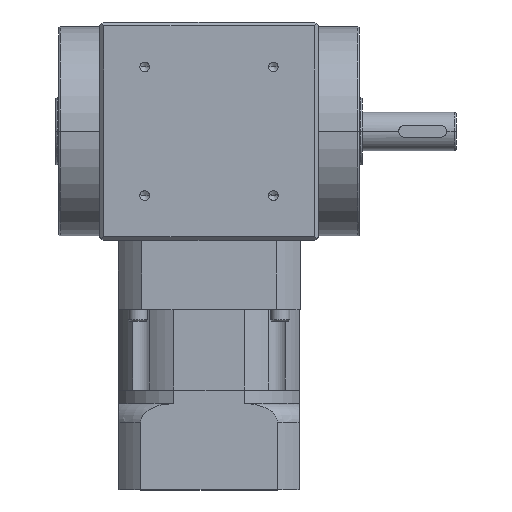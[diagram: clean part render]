
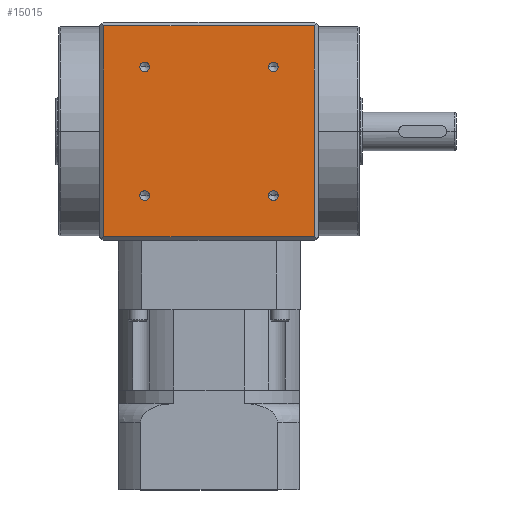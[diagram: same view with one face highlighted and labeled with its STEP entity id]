
A CAD part, top view. The second image highlights one B-rep face of the part: STEP entity #15015.
In plain terms, the highlighted planar face has unit normal (0, 0, 1).
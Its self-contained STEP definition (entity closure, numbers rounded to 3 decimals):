
#409 = EDGE_CURVE ( 'NONE', #2550, #8897, #452, .T. ) ;
#452 = CIRCLE ( 'NONE', #13368, 2.5 ) ;
#656 = CIRCLE ( 'NONE', #16897, 2.5 ) ;
#738 = ORIENTED_EDGE ( 'NONE', *, *, #19984, .F. ) ;
#861 = CARTESIAN_POINT ( 'NONE',  ( -54.844, 138.1, 57. ) ) ;
#903 = CIRCLE ( 'NONE', #10941, 2.5 ) ;
#926 = CARTESIAN_POINT ( 'NONE',  ( -33.588, 157.012, 57. ) ) ;
#958 = VERTEX_POINT ( 'NONE', #926 ) ;
#1060 = CARTESIAN_POINT ( 'NONE',  ( -33.588, 224.188, 57. ) ) ;
#1122 = CARTESIAN_POINT ( 'NONE',  ( -33.588, 159.512, 57. ) ) ;
#1239 = CARTESIAN_POINT ( 'NONE',  ( -54.844, 248.1, 57. ) ) ;
#1601 = DIRECTION ( 'NONE',  ( 0., 0., 1. ) ) ;
#1746 = CARTESIAN_POINT ( 'NONE',  ( 33.588, 226.688, 57. ) ) ;
#2116 = VERTEX_POINT ( 'NONE', #1239 ) ;
#2550 = VERTEX_POINT ( 'NONE', #7331 ) ;
#2610 = ORIENTED_EDGE ( 'NONE', *, *, #6165, .F. ) ;
#2684 = DIRECTION ( 'NONE',  ( 0., -1., 0. ) ) ;
#2873 = CARTESIAN_POINT ( 'NONE',  ( -33.588, 159.512, 57. ) ) ;
#2988 = DIRECTION ( 'NONE',  ( 0., 0., -1. ) ) ;
#3065 = CARTESIAN_POINT ( 'NONE',  ( 54.844, 0., 57. ) ) ;
#3136 = ORIENTED_EDGE ( 'NONE', *, *, #14964, .F. ) ;
#3199 = CIRCLE ( 'NONE', #6105, 2.5 ) ;
#3303 = FACE_OUTER_BOUND ( 'NONE', #14211, .T. ) ;
#3315 = DIRECTION ( 'NONE',  ( 0., -1., 0. ) ) ;
#4108 = DIRECTION ( 'NONE',  ( 0., 0., 1. ) ) ;
#4114 = AXIS2_PLACEMENT_3D ( 'NONE', #12385, #2988, #13942 ) ;
#4340 = DIRECTION ( 'NONE',  ( 0., 0., 1. ) ) ;
#4371 = ORIENTED_EDGE ( 'NONE', *, *, #10747, .F. ) ;
#4396 = VERTEX_POINT ( 'NONE', #861 ) ;
#4442 = DIRECTION ( 'NONE',  ( 0., -1., 0. ) ) ;
#4493 = DIRECTION ( 'NONE',  ( 0., 1., 0. ) ) ;
#4510 = DIRECTION ( 'NONE',  ( 0., 0., 1. ) ) ;
#4627 = DIRECTION ( 'NONE',  ( 0., -1., 0. ) ) ;
#4712 = ORIENTED_EDGE ( 'NONE', *, *, #9214, .F. ) ;
#4837 = CARTESIAN_POINT ( 'NONE',  ( -60., 248.1, 57. ) ) ;
#5623 = DIRECTION ( 'NONE',  ( 0., -1., 0. ) ) ;
#5668 = VECTOR ( 'NONE', #14622, 1000. ) ;
#5945 = EDGE_CURVE ( 'NONE', #16156, #18218, #12298, .T. ) ;
#6082 = CARTESIAN_POINT ( 'NONE',  ( -33.588, 229.188, 57. ) ) ;
#6083 = PLANE ( 'NONE',  #4114 ) ;
#6105 = AXIS2_PLACEMENT_3D ( 'NONE', #1122, #12082, #2684 ) ;
#6134 = ORIENTED_EDGE ( 'NONE', *, *, #5945, .F. ) ;
#6165 = EDGE_CURVE ( 'NONE', #17906, #4396, #13985, .T. ) ;
#6409 = EDGE_CURVE ( 'NONE', #8893, #958, #3199, .T. ) ;
#6528 = EDGE_CURVE ( 'NONE', #4396, #2116, #7622, .T. ) ;
#6879 = CARTESIAN_POINT ( 'NONE',  ( 33.588, 157.012, 57. ) ) ;
#6964 = ORIENTED_EDGE ( 'NONE', *, *, #6528, .F. ) ;
#7222 = CARTESIAN_POINT ( 'NONE',  ( 33.588, 226.688, 57. ) ) ;
#7331 = CARTESIAN_POINT ( 'NONE',  ( 33.588, 229.188, 57. ) ) ;
#7494 = FACE_BOUND ( 'NONE', #12097, .T. ) ;
#7622 = LINE ( 'NONE', #13881, #19614 ) ;
#7976 = FACE_BOUND ( 'NONE', #16360, .T. ) ;
#8893 = VERTEX_POINT ( 'NONE', #10880 ) ;
#8895 = AXIS2_PLACEMENT_3D ( 'NONE', #13498, #4108, #15083 ) ;
#8897 = VERTEX_POINT ( 'NONE', #10815 ) ;
#9144 = EDGE_LOOP ( 'NONE', ( #4712, #15093 ) ) ;
#9214 = EDGE_CURVE ( 'NONE', #8897, #2550, #656, .T. ) ;
#9514 = CARTESIAN_POINT ( 'NONE',  ( 54.844, 138.1, 57. ) ) ;
#9951 = CIRCLE ( 'NONE', #8895, 2.5 ) ;
#10059 = ORIENTED_EDGE ( 'NONE', *, *, #18413, .F. ) ;
#10401 = LINE ( 'NONE', #3065, #13572 ) ;
#10747 = EDGE_CURVE ( 'NONE', #16957, #15945, #19180, .T. ) ;
#10815 = CARTESIAN_POINT ( 'NONE',  ( 33.588, 224.188, 57. ) ) ;
#10817 = AXIS2_PLACEMENT_3D ( 'NONE', #13739, #4340, #15313 ) ;
#10880 = CARTESIAN_POINT ( 'NONE',  ( -33.588, 162.012, 57. ) ) ;
#10941 = AXIS2_PLACEMENT_3D ( 'NONE', #2873, #13837, #4442 ) ;
#10979 = CARTESIAN_POINT ( 'NONE',  ( -33.588, 226.688, 57. ) ) ;
#11027 = AXIS2_PLACEMENT_3D ( 'NONE', #13900, #4510, #15477 ) ;
#11170 = LINE ( 'NONE', #4837, #11671 ) ;
#11530 = CARTESIAN_POINT ( 'NONE',  ( -60., 138.1, 57. ) ) ;
#11646 = FACE_BOUND ( 'NONE', #9144, .T. ) ;
#11671 = VECTOR ( 'NONE', #18940, 1000. ) ;
#12082 = DIRECTION ( 'NONE',  ( 0., 0., 1. ) ) ;
#12097 = EDGE_LOOP ( 'NONE', ( #19225, #14276 ) ) ;
#12210 = CARTESIAN_POINT ( 'NONE',  ( 54.844, 248.1, 57. ) ) ;
#12293 = VERTEX_POINT ( 'NONE', #12210 ) ;
#12298 = CIRCLE ( 'NONE', #18409, 2.5 ) ;
#12385 = CARTESIAN_POINT ( 'NONE',  ( -60., 250.1, 57. ) ) ;
#12566 = DIRECTION ( 'NONE',  ( 0., -1., 0. ) ) ;
#12700 = DIRECTION ( 'NONE',  ( 0., 0., 1. ) ) ;
#13368 = AXIS2_PLACEMENT_3D ( 'NONE', #7222, #16563, #5623 ) ;
#13498 = CARTESIAN_POINT ( 'NONE',  ( -33.588, 226.688, 57. ) ) ;
#13572 = VECTOR ( 'NONE', #4627, 1000. ) ;
#13739 = CARTESIAN_POINT ( 'NONE',  ( 33.588, 159.512, 57. ) ) ;
#13837 = DIRECTION ( 'NONE',  ( 0., 0., 1. ) ) ;
#13881 = CARTESIAN_POINT ( 'NONE',  ( -54.844, 0., 57. ) ) ;
#13900 = CARTESIAN_POINT ( 'NONE',  ( 33.588, 159.512, 57. ) ) ;
#13942 = DIRECTION ( 'NONE',  ( 0., 1., 0. ) ) ;
#13985 = LINE ( 'NONE', #11530, #5668 ) ;
#14211 = EDGE_LOOP ( 'NONE', ( #738, #10059, #6964, #2610 ) ) ;
#14276 = ORIENTED_EDGE ( 'NONE', *, *, #6409, .F. ) ;
#14417 = EDGE_CURVE ( 'NONE', #958, #8893, #903, .T. ) ;
#14622 = DIRECTION ( 'NONE',  ( -1., 0., 0. ) ) ;
#14964 = EDGE_CURVE ( 'NONE', #15945, #16957, #16068, .T. ) ;
#15015 = ADVANCED_FACE ( 'NONE', ( #19972, #11646, #7976, #7494, #3303 ), #6083, .F. ) ;
#15083 = DIRECTION ( 'NONE',  ( 0., -1., 0. ) ) ;
#15093 = ORIENTED_EDGE ( 'NONE', *, *, #409, .F. ) ;
#15313 = DIRECTION ( 'NONE',  ( 0., -1., 0. ) ) ;
#15477 = DIRECTION ( 'NONE',  ( 0., -1., 0. ) ) ;
#15945 = VERTEX_POINT ( 'NONE', #17992 ) ;
#16068 = CIRCLE ( 'NONE', #10817, 2.5 ) ;
#16156 = VERTEX_POINT ( 'NONE', #6082 ) ;
#16360 = EDGE_LOOP ( 'NONE', ( #4371, #3136 ) ) ;
#16563 = DIRECTION ( 'NONE',  ( 0., 0., 1. ) ) ;
#16897 = AXIS2_PLACEMENT_3D ( 'NONE', #1746, #12700, #3315 ) ;
#16957 = VERTEX_POINT ( 'NONE', #6879 ) ;
#17188 = ORIENTED_EDGE ( 'NONE', *, *, #19330, .F. ) ;
#17906 = VERTEX_POINT ( 'NONE', #9514 ) ;
#17992 = CARTESIAN_POINT ( 'NONE',  ( 33.588, 162.012, 57. ) ) ;
#18218 = VERTEX_POINT ( 'NONE', #1060 ) ;
#18409 = AXIS2_PLACEMENT_3D ( 'NONE', #10979, #1601, #12566 ) ;
#18413 = EDGE_CURVE ( 'NONE', #2116, #12293, #11170, .T. ) ;
#18428 = EDGE_LOOP ( 'NONE', ( #17188, #6134 ) ) ;
#18940 = DIRECTION ( 'NONE',  ( 1., 0., 0. ) ) ;
#19180 = CIRCLE ( 'NONE', #11027, 2.5 ) ;
#19225 = ORIENTED_EDGE ( 'NONE', *, *, #14417, .F. ) ;
#19330 = EDGE_CURVE ( 'NONE', #18218, #16156, #9951, .T. ) ;
#19614 = VECTOR ( 'NONE', #4493, 1000. ) ;
#19972 = FACE_BOUND ( 'NONE', #18428, .T. ) ;
#19984 = EDGE_CURVE ( 'NONE', #12293, #17906, #10401, .T. ) ;
